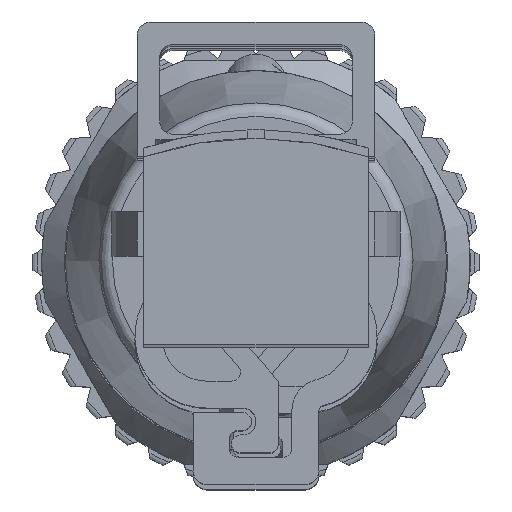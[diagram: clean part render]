
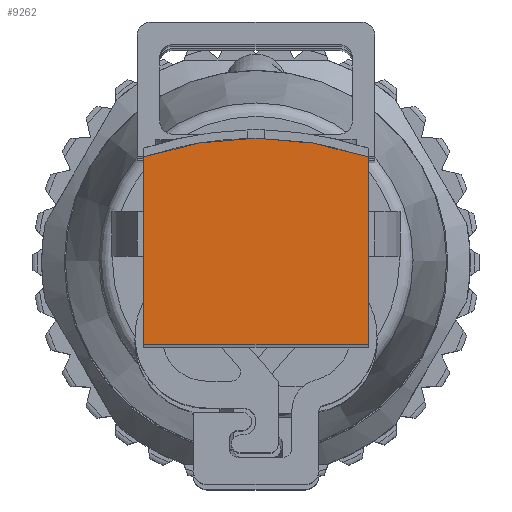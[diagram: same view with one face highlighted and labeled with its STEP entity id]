
A CAD part, top view. The second image highlights one B-rep face of the part: STEP entity #9262.
In plain terms, the highlighted planar face has unit normal (0, 0, 1).
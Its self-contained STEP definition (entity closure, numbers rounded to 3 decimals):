
#279=LINE('',#12476,#879);
#298=LINE('',#12515,#898);
#320=LINE('',#12603,#920);
#879=VECTOR('',#10423,1000.);
#898=VECTOR('',#10444,1000.);
#920=VECTOR('',#10520,1000.);
#1475=PLANE('',#9708);
#1703=CIRCLE('',#9690,7.7);
#2095=ORIENTED_EDGE('',*,*,#4162,.T.);
#2096=ORIENTED_EDGE('',*,*,#4125,.T.);
#2097=ORIENTED_EDGE('',*,*,#4186,.T.);
#2098=ORIENTED_EDGE('',*,*,#4144,.T.);
#4125=EDGE_CURVE('',#5179,#5178,#279,.T.);
#4144=EDGE_CURVE('',#5198,#5197,#298,.T.);
#4162=EDGE_CURVE('',#5197,#5179,#1703,.T.);
#4186=EDGE_CURVE('',#5178,#5198,#320,.T.);
#5178=VERTEX_POINT('',#12475);
#5179=VERTEX_POINT('',#12477);
#5197=VERTEX_POINT('',#12514);
#5198=VERTEX_POINT('',#12516);
#5881=EDGE_LOOP('',(#2095,#2096,#2097,#2098));
#6343=FACE_BOUND('',#5881,.T.);
#9262=ADVANCED_FACE('',(#6343),#1475,.T.);
#9690=AXIS2_PLACEMENT_3D('',#12554,#10473,#10474);
#9708=AXIS2_PLACEMENT_3D('',#12604,#10521,#10522);
#10423=DIRECTION('',(0.,-1.,0.));
#10444=DIRECTION('',(0.,1.,0.));
#10473=DIRECTION('',(0.,0.,1.));
#10474=DIRECTION('',(1.,0.,0.));
#10520=DIRECTION('',(1.,0.,0.));
#10521=DIRECTION('',(0.,0.,1.));
#10522=DIRECTION('',(1.,0.,0.));
#12475=CARTESIAN_POINT('',(-2.5,-2.1,31.8));
#12476=CARTESIAN_POINT('',(-2.5,2.083,31.8));
#12477=CARTESIAN_POINT('',(-2.5,2.083,31.8));
#12514=CARTESIAN_POINT('',(2.5,2.083,31.8));
#12515=CARTESIAN_POINT('',(2.5,-2.1,31.8));
#12516=CARTESIAN_POINT('',(2.5,-2.1,31.8));
#12554=CARTESIAN_POINT('',(0.,-5.2,31.8));
#12603=CARTESIAN_POINT('',(-2.5,-2.1,31.8));
#12604=CARTESIAN_POINT('',(0.,-5.2,31.8));
